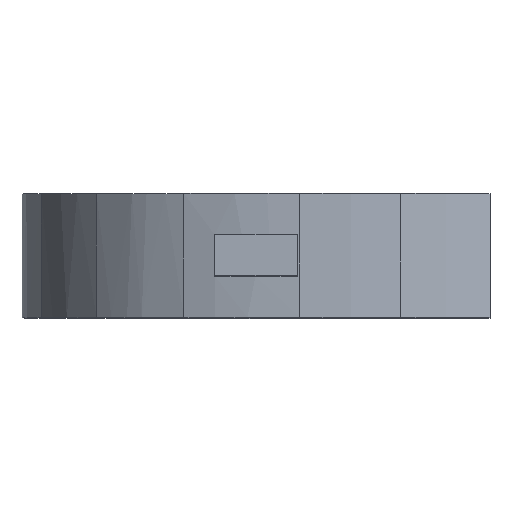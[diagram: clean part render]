
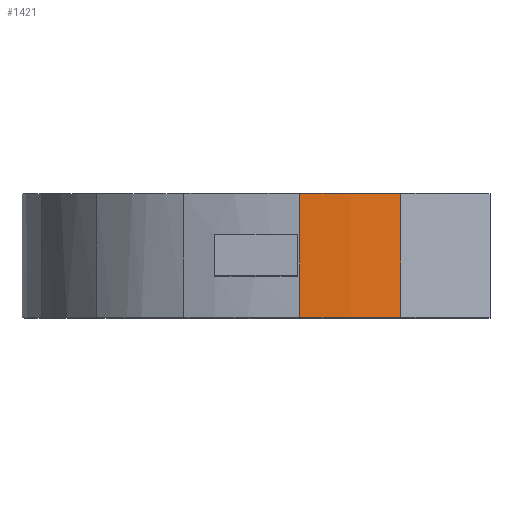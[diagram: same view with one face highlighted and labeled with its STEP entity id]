
A CAD part, top view. The second image highlights one B-rep face of the part: STEP entity #1421.
In plain terms, the highlighted free-form (B-spline) face has degree [3, 1] with [5, 2] control points.
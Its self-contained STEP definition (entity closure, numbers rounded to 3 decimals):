
#24=B_SPLINE_SURFACE_WITH_KNOTS('',3,1,((#1947,#1948),(#1949,#1950),(#1951,
#1952),(#1953,#1954),(#1955,#1956)),.UNSPECIFIED.,.F.,.F.,.F.,(4,1,4),(2,
2),(-0.492,-0.237,0.),(-0.3,0.3),.UNSPECIFIED.);
#87=FACE_OUTER_BOUND('',#167,.T.);
#167=EDGE_LOOP('',(#1009,#1010,#1011,#1012));
#260=LINE('',#1946,#370);
#261=LINE('',#1963,#371);
#370=VECTOR('',#1577,10.);
#371=VECTOR('',#1578,10.);
#464=B_SPLINE_CURVE_WITH_KNOTS('',3,(#1764,#1765,#1766,#1767,#1768),
 .UNSPECIFIED.,.F.,.F.,(4,1,4),(0.,0.237,0.492),
 .UNSPECIFIED.);
#490=B_SPLINE_CURVE_WITH_KNOTS('',3,(#1958,#1959,#1960,#1961,#1962),
 .UNSPECIFIED.,.F.,.F.,(4,1,4),(-0.492,-0.237,0.),
 .UNSPECIFIED.);
#584=VERTEX_POINT('',#1757);
#585=VERTEX_POINT('',#1763);
#615=VERTEX_POINT('',#1940);
#616=VERTEX_POINT('',#1957);
#736=EDGE_CURVE('',#584,#585,#464,.T.);
#771=EDGE_CURVE('',#584,#615,#260,.T.);
#772=EDGE_CURVE('',#616,#615,#490,.T.);
#773=EDGE_CURVE('',#585,#616,#261,.T.);
#1009=ORIENTED_EDGE('',*,*,#771,.T.);
#1010=ORIENTED_EDGE('',*,*,#772,.F.);
#1011=ORIENTED_EDGE('',*,*,#773,.F.);
#1012=ORIENTED_EDGE('',*,*,#736,.F.);
#1421=ADVANCED_FACE('',(#87),#24,.T.);
#1577=DIRECTION('',(0.,1.,0.));
#1578=DIRECTION('',(0.,1.,0.));
#1757=CARTESIAN_POINT('',(20.137,-3.,30.069));
#1763=CARTESIAN_POINT('',(15.248,-3.,30.528));
#1764=CARTESIAN_POINT('Ctrl Pts',(20.137,-3.,30.069));
#1765=CARTESIAN_POINT('Ctrl Pts',(19.357,-3.,30.203));
#1766=CARTESIAN_POINT('Ctrl Pts',(17.739,-3.,30.48));
#1767=CARTESIAN_POINT('Ctrl Pts',(16.098,-3.,30.512));
#1768=CARTESIAN_POINT('Ctrl Pts',(15.248,-3.,30.528));
#1940=CARTESIAN_POINT('',(20.137,3.,30.069));
#1946=CARTESIAN_POINT('',(20.137,0.,30.069));
#1947=CARTESIAN_POINT('Ctrl Pts',(15.248,-3.,30.528));
#1948=CARTESIAN_POINT('Ctrl Pts',(15.248,3.,30.528));
#1949=CARTESIAN_POINT('Ctrl Pts',(16.098,-3.,30.512));
#1950=CARTESIAN_POINT('Ctrl Pts',(16.098,3.,30.512));
#1951=CARTESIAN_POINT('Ctrl Pts',(17.739,-3.,30.48));
#1952=CARTESIAN_POINT('Ctrl Pts',(17.739,3.,30.48));
#1953=CARTESIAN_POINT('Ctrl Pts',(19.357,-3.,30.203));
#1954=CARTESIAN_POINT('Ctrl Pts',(19.357,3.,30.203));
#1955=CARTESIAN_POINT('Ctrl Pts',(20.137,-3.,30.069));
#1956=CARTESIAN_POINT('Ctrl Pts',(20.137,3.,30.069));
#1957=CARTESIAN_POINT('',(15.248,3.,30.528));
#1958=CARTESIAN_POINT('Ctrl Pts',(15.248,3.,30.528));
#1959=CARTESIAN_POINT('Ctrl Pts',(16.098,3.,30.512));
#1960=CARTESIAN_POINT('Ctrl Pts',(17.739,3.,30.48));
#1961=CARTESIAN_POINT('Ctrl Pts',(19.357,3.,30.203));
#1962=CARTESIAN_POINT('Ctrl Pts',(20.137,3.,30.069));
#1963=CARTESIAN_POINT('',(15.248,0.,30.528));
